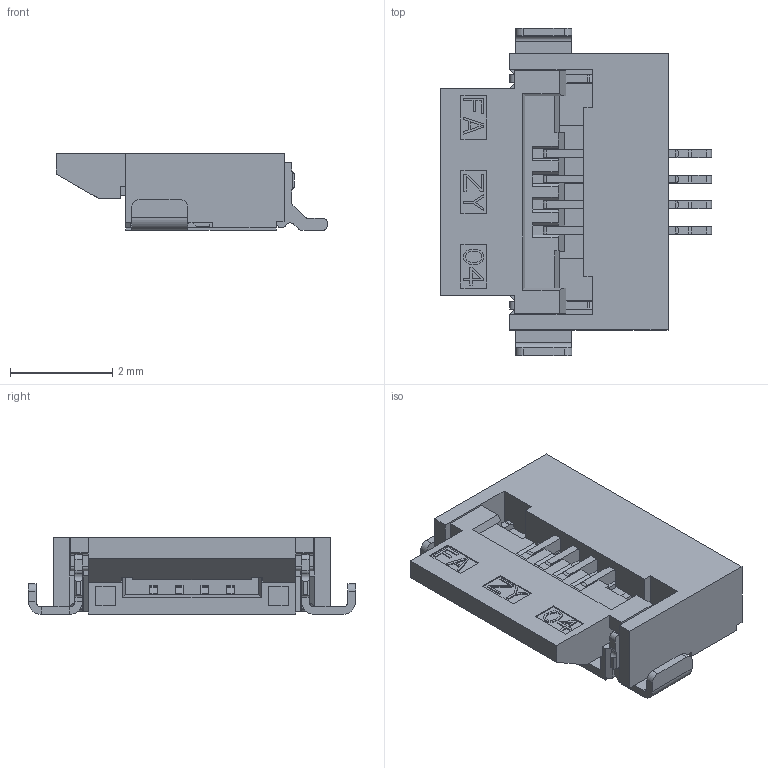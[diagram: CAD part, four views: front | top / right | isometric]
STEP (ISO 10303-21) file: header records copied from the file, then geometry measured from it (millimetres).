
FILE_DESCRIPTION(/* description */ (''),/* implementation_level */ '2;1');
FILE_NAME(/* name */ 'AFC58-S04FIA_4Pin.step',/* time_stamp */ '2025-12-26T01:12:42+01:00',/* author */ (''),/* organization */ (''),/* preprocessor_version */ 'ST-DEVELOPER v20.1',/* originating_system */ 'Autodesk Translation Framework v14.21.0.0',/* authorisation */ '');
FILE_SCHEMA (('AUTOMOTIVE_DESIGN { 1 0 10303 214 3 1 1 }'));
Length unit declared in the file: millimetre
Products named in the file (2): AFC58-S04FIA_4Pin; SP010036Q00_AFC58-S04FIA-
Assembly tree (1 placements, depth 2):
  AFC58-S04FIA_4Pin
    SP010036Q00_AFC58-S04FIA-
Bounding box: 5.3 x 6.4 x 1.5 mm (x, y, z)
Volume: 23 mm3; surface area: 136.8 mm2
Topology: 1 solids, 1 shells, 679 faces, 1976 edges, 1294 vertices
Faces by surface type: plane 567, cylinder 112
Entity records: 22215 total; most frequent: ORIENTED_EDGE 3952, CARTESIAN_POINT 3952, DIRECTION 3592, EDGE_CURVE 1976, LINE 1724, VECTOR 1724, VERTEX_POINT 1294, AXIS2_PLACEMENT_3D 934
